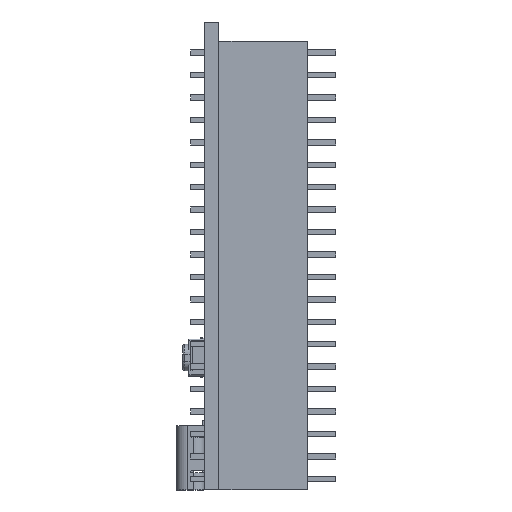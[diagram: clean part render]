
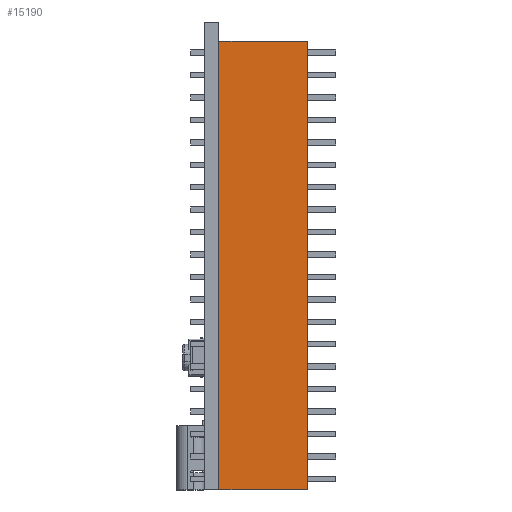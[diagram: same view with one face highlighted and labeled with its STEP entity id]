
A CAD part, left-side view. The second image highlights one B-rep face of the part: STEP entity #15190.
In plain terms, the highlighted planar face has unit normal (-1, 0, 0).
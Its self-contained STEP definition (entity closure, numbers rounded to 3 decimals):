
#664=PLANE('',#16548);
#1542=FACE_OUTER_BOUND('',#2521,.T.);
#2521=EDGE_LOOP('',(#13142,#13143,#13144,#13145));
#4342=LINE('',#24419,#6034);
#4350=LINE('',#24434,#6042);
#4351=LINE('',#24436,#6043);
#4352=LINE('',#24437,#6044);
#6034=VECTOR('',#20022,10.);
#6042=VECTOR('',#20034,10.);
#6043=VECTOR('',#20037,10.);
#6044=VECTOR('',#20038,10.);
#7547=VERTEX_POINT('',#24415);
#7549=VERTEX_POINT('',#24418);
#7553=VERTEX_POINT('',#24430);
#7554=VERTEX_POINT('',#24432);
#9465=EDGE_CURVE('',#7547,#7549,#4342,.T.);
#9473=EDGE_CURVE('',#7553,#7554,#4350,.T.);
#9474=EDGE_CURVE('',#7553,#7547,#4351,.T.);
#9475=EDGE_CURVE('',#7549,#7554,#4352,.T.);
#13142=ORIENTED_EDGE('',*,*,#9474,.F.);
#13143=ORIENTED_EDGE('',*,*,#9473,.T.);
#13144=ORIENTED_EDGE('',*,*,#9475,.F.);
#13145=ORIENTED_EDGE('',*,*,#9465,.F.);
#15190=ADVANCED_FACE('',(#1542),#664,.T.);
#16548=AXIS2_PLACEMENT_3D('',#24435,#20035,#20036);
#20022=DIRECTION('',(0.,-1.,0.));
#20034=DIRECTION('',(0.,-1.,0.));
#20035=DIRECTION('center_axis',(-1.,0.,0.));
#20036=DIRECTION('ref_axis',(0.,0.,-1.));
#20037=DIRECTION('',(0.,0.,1.));
#20038=DIRECTION('',(0.,0.,-1.));
#24415=CARTESIAN_POINT('',(-8.89,0.,24.3));
#24418=CARTESIAN_POINT('',(-8.89,-10.,24.3));
#24419=CARTESIAN_POINT('',(-8.89,0.,24.3));
#24430=CARTESIAN_POINT('',(-8.89,0.,-26.5));
#24432=CARTESIAN_POINT('',(-8.89,-10.,-26.5));
#24434=CARTESIAN_POINT('',(-8.89,0.,-26.5));
#24435=CARTESIAN_POINT('Origin',(-8.89,0.,24.3));
#24436=CARTESIAN_POINT('',(-8.89,0.,-26.5));
#24437=CARTESIAN_POINT('',(-8.89,-10.,-26.5));
